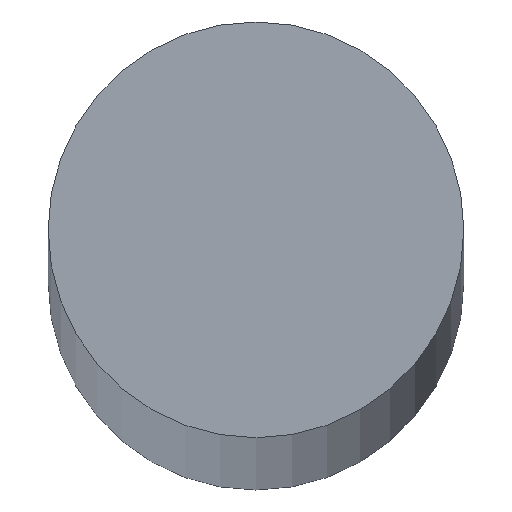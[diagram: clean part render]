
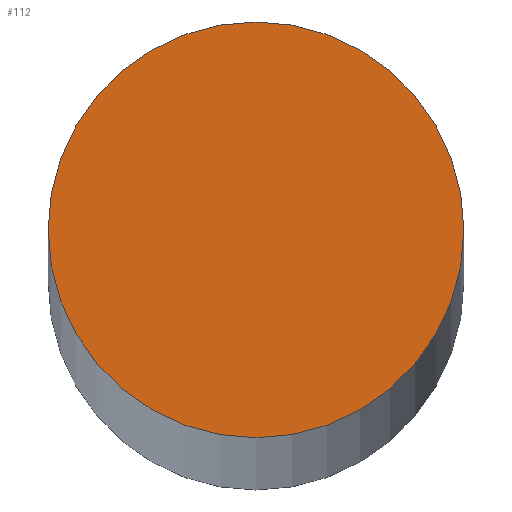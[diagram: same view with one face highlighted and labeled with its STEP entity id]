
A CAD part, top view. The second image highlights one B-rep face of the part: STEP entity #112.
In plain terms, the highlighted planar face has unit normal (0, 0, 1).
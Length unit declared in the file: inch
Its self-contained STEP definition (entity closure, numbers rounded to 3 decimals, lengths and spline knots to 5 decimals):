
#2 = AXIS2_PLACEMENT_3D ( 'NONE', #15, #133, #56 ) ;
#4 = ORIENTED_EDGE ( 'NONE', *, *, #141, .T. ) ;
#9 = AXIS2_PLACEMENT_3D ( 'NONE', #114, #40, #128 ) ;
#10 = FACE_OUTER_BOUND ( 'NONE', #129, .T. ) ;
#15 = CARTESIAN_POINT ( 'NONE',  ( 0., 0., 18. ) ) ;
#17 = DIRECTION ( 'NONE',  ( 0., 0., 1. ) ) ;
#30 = VERTEX_POINT ( 'NONE', #76 ) ;
#40 = DIRECTION ( 'NONE',  ( 0., 0., 1. ) ) ;
#56 = DIRECTION ( 'NONE',  ( 1., 0., 0. ) ) ;
#60 = CARTESIAN_POINT ( 'NONE',  ( -0.24975, 0., 18. ) ) ;
#76 = CARTESIAN_POINT ( 'NONE',  ( 0.24975, 0., 18. ) ) ;
#82 = PLANE ( 'NONE',  #2 ) ;
#89 = CARTESIAN_POINT ( 'NONE',  ( 0., 0., 18. ) ) ;
#101 = CIRCLE ( 'NONE', #9, 0.24975 ) ;
#103 = DIRECTION ( 'NONE',  ( 1., 0., 0. ) ) ;
#110 = ORIENTED_EDGE ( 'NONE', *, *, #126, .T. ) ;
#112 = ADVANCED_FACE ( 'NONE', ( #10 ), #82, .T. ) ;
#114 = CARTESIAN_POINT ( 'NONE',  ( 0., 0., 18. ) ) ;
#126 = EDGE_CURVE ( 'NONE', #134, #30, #101, .T. ) ;
#128 = DIRECTION ( 'NONE',  ( 1., 0., 0. ) ) ;
#129 = EDGE_LOOP ( 'NONE', ( #110, #4 ) ) ;
#131 = CIRCLE ( 'NONE', #145, 0.24975 ) ;
#133 = DIRECTION ( 'NONE',  ( 0., 0., 1. ) ) ;
#134 = VERTEX_POINT ( 'NONE', #60 ) ;
#141 = EDGE_CURVE ( 'NONE', #30, #134, #131, .T. ) ;
#145 = AXIS2_PLACEMENT_3D ( 'NONE', #89, #17, #103 ) ;
